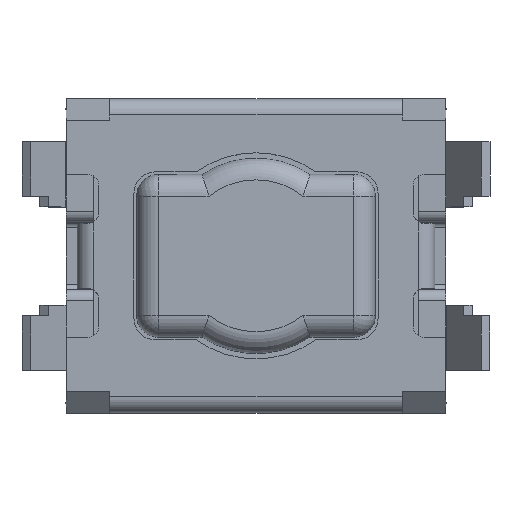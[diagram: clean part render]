
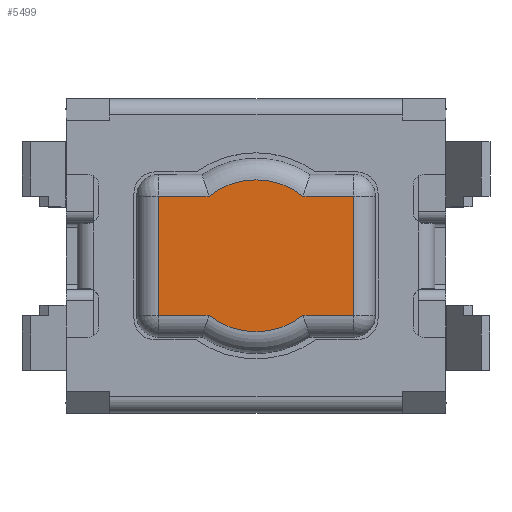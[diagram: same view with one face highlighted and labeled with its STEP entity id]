
A CAD part, top view. The second image highlights one B-rep face of the part: STEP entity #5499.
In plain terms, the highlighted planar face has unit normal (0, 0, 1).
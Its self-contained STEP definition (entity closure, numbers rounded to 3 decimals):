
#387=FACE_OUTER_BOUND('',#670,.T.);
#670=EDGE_LOOP('',(#4984,#4985,#4986,#4987,#4988,#4989,#4990,#4991));
#821=CIRCLE('',#5925,0.7);
#827=CIRCLE('',#5936,0.7);
#1443=LINE('',#9072,#2074);
#1444=LINE('',#9108,#2075);
#1447=LINE('',#9119,#2078);
#1449=LINE('',#9129,#2080);
#1450=LINE('',#9164,#2081);
#1453=LINE('',#9176,#2084);
#2074=VECTOR('',#7363,10.);
#2075=VECTOR('',#7372,10.);
#2078=VECTOR('',#7383,10.);
#2080=VECTOR('',#7393,10.);
#2081=VECTOR('',#7402,10.);
#2084=VECTOR('',#7417,10.);
#2584=VERTEX_POINT('',#9069);
#2585=VERTEX_POINT('',#9071);
#2587=VERTEX_POINT('',#9090);
#2588=VERTEX_POINT('',#9107);
#2592=VERTEX_POINT('',#9117);
#2595=VERTEX_POINT('',#9126);
#2596=VERTEX_POINT('',#9128);
#2597=VERTEX_POINT('',#9145);
#3365=EDGE_CURVE('',#2584,#2585,#1443,.T.);
#3368=EDGE_CURVE('',#2585,#2587,#821,.T.);
#3370=EDGE_CURVE('',#2587,#2588,#1444,.T.);
#3376=EDGE_CURVE('',#2592,#2584,#1447,.T.);
#3380=EDGE_CURVE('',#2595,#2596,#1449,.T.);
#3382=EDGE_CURVE('',#2596,#2597,#827,.T.);
#3385=EDGE_CURVE('',#2597,#2592,#1450,.T.);
#3392=EDGE_CURVE('',#2588,#2595,#1453,.T.);
#4984=ORIENTED_EDGE('',*,*,#3380,.F.);
#4985=ORIENTED_EDGE('',*,*,#3392,.F.);
#4986=ORIENTED_EDGE('',*,*,#3370,.F.);
#4987=ORIENTED_EDGE('',*,*,#3368,.F.);
#4988=ORIENTED_EDGE('',*,*,#3365,.F.);
#4989=ORIENTED_EDGE('',*,*,#3376,.F.);
#4990=ORIENTED_EDGE('',*,*,#3385,.F.);
#4991=ORIENTED_EDGE('',*,*,#3382,.F.);
#5222=PLANE('',#5958);
#5499=ADVANCED_FACE('',(#387),#5222,.T.);
#5925=AXIS2_PLACEMENT_3D('',#9091,#7368,#7369);
#5936=AXIS2_PLACEMENT_3D('',#9146,#7396,#7397);
#5958=AXIS2_PLACEMENT_3D('',#9207,#7454,#7455);
#7363=DIRECTION('',(1.,0.,0.));
#7368=DIRECTION('center_axis',(0.,0.,-1.));
#7369=DIRECTION('ref_axis',(0.,1.,0.));
#7372=DIRECTION('',(1.,0.,0.));
#7383=DIRECTION('',(0.,1.,0.));
#7393=DIRECTION('',(-1.,0.,0.));
#7396=DIRECTION('center_axis',(0.,0.,-1.));
#7397=DIRECTION('ref_axis',(0.,-1.,0.));
#7402=DIRECTION('',(-1.,0.,0.));
#7417=DIRECTION('',(0.,-1.,0.));
#7454=DIRECTION('center_axis',(0.,0.,1.));
#7455=DIRECTION('ref_axis',(1.,0.,0.));
#9069=CARTESIAN_POINT('',(-0.9,0.55,1.375));
#9071=CARTESIAN_POINT('',(-0.433,0.55,1.375));
#9072=CARTESIAN_POINT('',(-0.249,0.55,1.375));
#9090=CARTESIAN_POINT('',(0.433,0.55,1.375));
#9091=CARTESIAN_POINT('Origin',(0.,0.,1.375));
#9107=CARTESIAN_POINT('',(0.9,0.55,1.375));
#9108=CARTESIAN_POINT('',(0.45,0.55,1.375));
#9117=CARTESIAN_POINT('',(-0.9,-0.55,1.375));
#9119=CARTESIAN_POINT('',(-0.9,0.275,1.375));
#9126=CARTESIAN_POINT('',(0.9,-0.55,1.375));
#9128=CARTESIAN_POINT('',(0.433,-0.55,1.375));
#9129=CARTESIAN_POINT('',(0.249,-0.55,1.375));
#9145=CARTESIAN_POINT('',(-0.433,-0.55,1.375));
#9146=CARTESIAN_POINT('Origin',(0.,0.,1.375));
#9164=CARTESIAN_POINT('',(-0.45,-0.55,1.375));
#9176=CARTESIAN_POINT('',(0.9,-0.275,1.375));
#9207=CARTESIAN_POINT('Origin',(0.,0.,
1.375));
